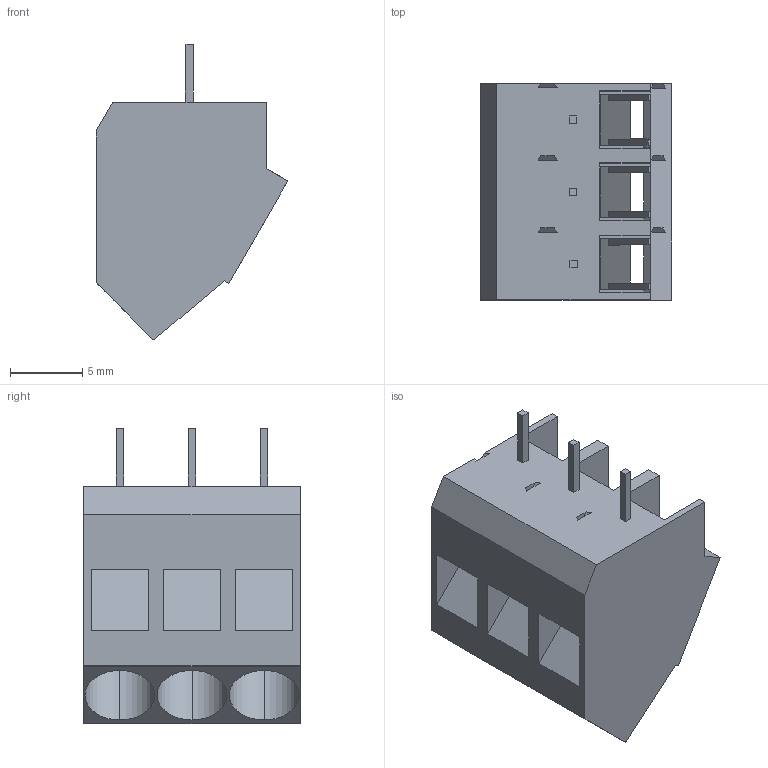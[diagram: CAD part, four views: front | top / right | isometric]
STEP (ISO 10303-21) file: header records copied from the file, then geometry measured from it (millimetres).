
FILE_DESCRIPTION((''),'2;1');
FILE_NAME('PRT0001','2020-11-30T15:41:21',('Administrator'),(''),'CREO PARAMETRIC BY PTC INC, 2020154','CREO PARAMETRIC BY PTC INC, 2020154','');
FILE_SCHEMA(('CONFIG_CONTROL_DESIGN','SHAPE_APPEARANCE_LAYERS_GROUPS'));
Length unit declared in the file: millimetre
Products named in the file (1): PRT0001
Bounding box: 13.3 x 15 x 20.46 mm (x, y, z)
Volume: 1450.8 mm3; surface area: 2019.6 mm2
Topology: 1 solids, 1 shells, 176 faces, 441 edges, 277 vertices
Faces by surface type: plane 168, cylinder 8
Entity records: 5197 total; most frequent: CARTESIAN_POINT 894, ORIENTED_EDGE 882, DIRECTION 809, EDGE_CURVE 441, VECTOR 425, LINE 425, VERTEX_POINT 277, AXIS2_PLACEMENT_3D 192
